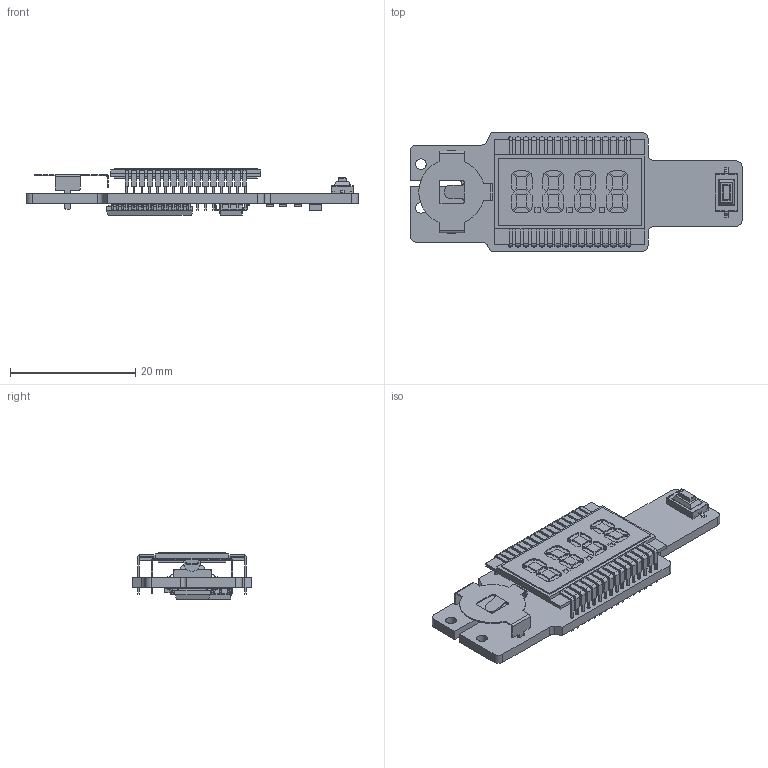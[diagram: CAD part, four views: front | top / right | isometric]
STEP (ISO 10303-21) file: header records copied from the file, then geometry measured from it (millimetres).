
FILE_DESCRIPTION(/* description */ (''),/* implementation_level */ '2;1');
FILE_NAME(/* name */ 'PCB.step',/* time_stamp */ '2023-01-16T18:11:13+01:00',/* author */ (''),/* organization */ (''),/* preprocessor_version */ 'ST-DEVELOPER v19.2',/* originating_system */ 'Autodesk Translation Framework v11.17.0.187',/* authorisation */ '');
FILE_SCHEMA (('AUTOMOTIVE_DESIGN { 1 0 10303 214 3 1 1 }'));
Length unit declared in the file: millimetre
Products named in the file (20): Board_V3; LCD-DE117_v1; COMPOUND; CR12xx; SOLID (1); SSOP-A32_v1; COMPOUND (2); D_SOD-523; SOLID (2); C-0805-0.75_v1; SOLID (3); LGA-12_2x2mm_P0.5mm; SOLID (4); R_0805_2012Metric; SOLID; SW_SPST_CK_RS282G05A3; SOLID (5); SOIC-14_3.9x8.7mm_P1.27mm; SOLID (6); COMPOUND (3)
Assembly tree (21 placements, depth 3):
  Board_V3
    R_0805_2012Metric  x3
      SOLID
    LCD-DE117_v1
      COMPOUND
    CR12xx
      SOLID (1)
    SSOP-A32_v1
      COMPOUND (2)
    D_SOD-523
      SOLID (2)
    C-0805-0.75_v1
      SOLID (3)
    LGA-12_2x2mm_P0.5mm
      SOLID (4)
    SW_SPST_CK_RS282G05A3
      SOLID (5)
    SOIC-14_3.9x8.7mm_P1.27mm
      SOLID (6)
    COMPOUND (3)
Bounding box: 53 x 19 x 7.47 mm (x, y, z)
Volume: 2078.1 mm3; surface area: 4290.8 mm2
Topology: 108 solids, 108 shells, 1887 faces, 4707 edges, 3098 vertices
Faces by surface type: plane 1488, cylinder 399
Full cylindrical faces by diameter (mm): 0.35 x1, 0.5 x32, 0.56 x1, 0.6 x1, 1.7 x2
Entity records: 55233 total; most frequent: CARTESIAN_POINT 9457, ORIENTED_EDGE 9142, DIRECTION 9089, EDGE_CURVE 4571, LINE 3805, VECTOR 3805, VERTEX_POINT 3010, AXIS2_PLACEMENT_3D 2642
